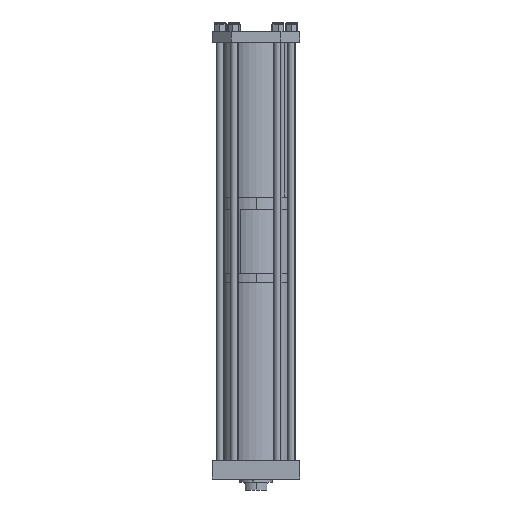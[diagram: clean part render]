
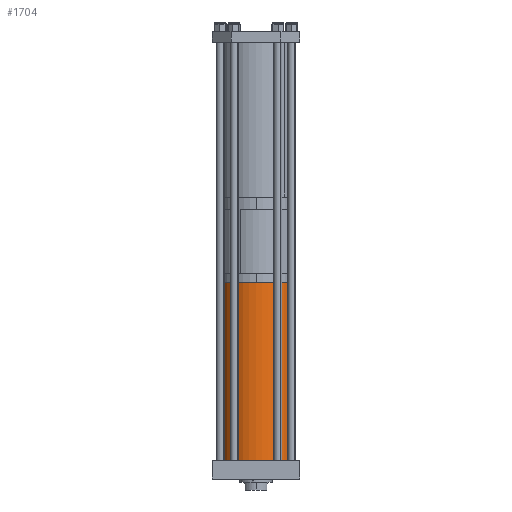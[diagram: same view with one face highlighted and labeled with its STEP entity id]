
A CAD part, left-side view. The second image highlights one B-rep face of the part: STEP entity #1704.
In plain terms, the highlighted cylindrical face has radius 152.4 mm (diameter 304.8 mm), a partial arc.
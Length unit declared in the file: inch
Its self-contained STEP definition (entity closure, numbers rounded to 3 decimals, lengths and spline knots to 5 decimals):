
#792 = ORIENTED_EDGE ( 'NONE', *, *, #2773, .T. ) ;
#988 = CIRCLE ( 'NONE', #2009, 6. ) ;
#1173 = DIRECTION ( 'NONE',  ( 1., 0., 0. ) ) ;
#1223 = EDGE_LOOP ( 'NONE', ( #6316, #9005, #5269, #792 ) ) ;
#1299 = EDGE_CURVE ( 'NONE', #3361, #8675, #2726, .T. ) ;
#1704 = ADVANCED_FACE ( 'NONE', ( #7376 ), #2571, .T. ) ;
#1782 = VERTEX_POINT ( 'NONE', #10945 ) ;
#2009 = AXIS2_PLACEMENT_3D ( 'NONE', #6587, #2197, #1173 ) ;
#2197 = DIRECTION ( 'NONE',  ( 0., 0., 1. ) ) ;
#2571 = CYLINDRICAL_SURFACE ( 'NONE', #7719, 6. ) ;
#2626 = CARTESIAN_POINT ( 'NONE',  ( 6., 0., 28.39 ) ) ;
#2726 = LINE ( 'NONE', #4639, #4282 ) ;
#2773 = EDGE_CURVE ( 'NONE', #8675, #9506, #4403, .T. ) ;
#3114 = VECTOR ( 'NONE', #4580, 39.37008 ) ;
#3361 = VERTEX_POINT ( 'NONE', #3810 ) ;
#3810 = CARTESIAN_POINT ( 'NONE',  ( -6., 0., 28.39 ) ) ;
#4243 = LINE ( 'NONE', #2626, #3114 ) ;
#4282 = VECTOR ( 'NONE', #10132, 39.37008 ) ;
#4403 = CIRCLE ( 'NONE', #7061, 6. ) ;
#4519 = DIRECTION ( 'NONE',  ( 0., 0., -1. ) ) ;
#4580 = DIRECTION ( 'NONE',  ( 0., 0., -1. ) ) ;
#4639 = CARTESIAN_POINT ( 'NONE',  ( -6., 0., 28.39 ) ) ;
#5269 = ORIENTED_EDGE ( 'NONE', *, *, #1299, .T. ) ;
#5432 = DIRECTION ( 'NONE',  ( -1., 0., 0. ) ) ;
#5511 = CARTESIAN_POINT ( 'NONE',  ( 0., 0., 28.39 ) ) ;
#6316 = ORIENTED_EDGE ( 'NONE', *, *, #11232, .F. ) ;
#6587 = CARTESIAN_POINT ( 'NONE',  ( 0., 0., 28.39 ) ) ;
#7061 = AXIS2_PLACEMENT_3D ( 'NONE', #7351, #7313, #10068 ) ;
#7313 = DIRECTION ( 'NONE',  ( 0., 0., 1. ) ) ;
#7351 = CARTESIAN_POINT ( 'NONE',  ( 0., 0., 0. ) ) ;
#7376 = FACE_OUTER_BOUND ( 'NONE', #1223, .T. ) ;
#7603 = CARTESIAN_POINT ( 'NONE',  ( -6., 0., 0. ) ) ;
#7719 = AXIS2_PLACEMENT_3D ( 'NONE', #5511, #4519, #5432 ) ;
#7774 = CARTESIAN_POINT ( 'NONE',  ( 6., 0., 0. ) ) ;
#8675 = VERTEX_POINT ( 'NONE', #7603 ) ;
#9005 = ORIENTED_EDGE ( 'NONE', *, *, #10779, .F. ) ;
#9506 = VERTEX_POINT ( 'NONE', #7774 ) ;
#10068 = DIRECTION ( 'NONE',  ( 1., 0., 0. ) ) ;
#10132 = DIRECTION ( 'NONE',  ( 0., 0., -1. ) ) ;
#10779 = EDGE_CURVE ( 'NONE', #3361, #1782, #988, .T. ) ;
#10945 = CARTESIAN_POINT ( 'NONE',  ( 6., 0., 28.39 ) ) ;
#11232 = EDGE_CURVE ( 'NONE', #1782, #9506, #4243, .T. ) ;
